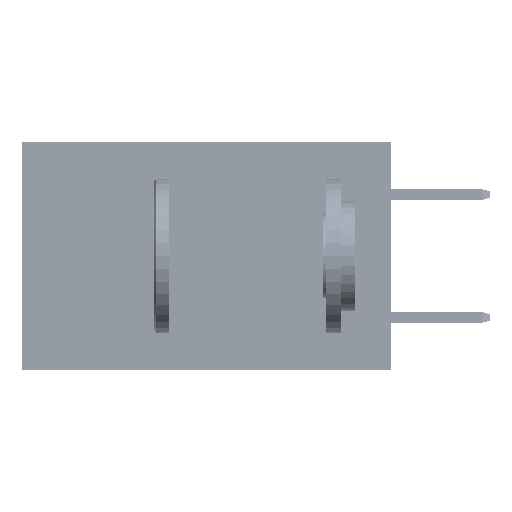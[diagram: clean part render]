
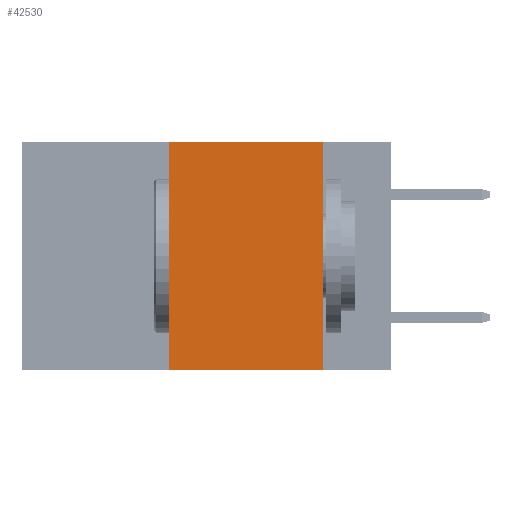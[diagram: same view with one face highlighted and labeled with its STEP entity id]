
A CAD part, left-side view. The second image highlights one B-rep face of the part: STEP entity #42530.
In plain terms, the highlighted planar face has unit normal (-1, 0, 0).
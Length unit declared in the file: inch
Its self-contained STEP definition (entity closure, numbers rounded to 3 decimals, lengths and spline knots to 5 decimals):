
#462 = DIRECTION ( 'NONE',  ( 0., -1., 0. ) ) ;
#2055 = CARTESIAN_POINT ( 'NONE',  ( 0., 0.36, 0. ) ) ;
#2564 = CARTESIAN_POINT ( 'NONE',  ( 0., 0.11, -0.37 ) ) ;
#9264 = EDGE_CURVE ( 'NONE', #49195, #10681, #22334, .T. ) ;
#9929 = CARTESIAN_POINT ( 'NONE',  ( 0., 0.11, 0. ) ) ;
#10681 = VERTEX_POINT ( 'NONE', #2564 ) ;
#10834 = VECTOR ( 'NONE', #38573, 39.37008 ) ;
#11384 = DIRECTION ( 'NONE',  ( 0., -1., 0. ) ) ;
#12492 = LINE ( 'NONE', #24471, #40198 ) ;
#13546 = EDGE_CURVE ( 'NONE', #24498, #31496, #13944, .T. ) ;
#13944 = LINE ( 'NONE', #2055, #10834 ) ;
#15249 = ORIENTED_EDGE ( 'NONE', *, *, #9264, .F. ) ;
#17993 = LINE ( 'NONE', #35449, #22988 ) ;
#22131 = EDGE_CURVE ( 'NONE', #31496, #49195, #12492, .T. ) ;
#22334 = LINE ( 'NONE', #51535, #26721 ) ;
#22988 = VECTOR ( 'NONE', #11384, 39.37008 ) ;
#23141 = CARTESIAN_POINT ( 'NONE',  ( 0., 0.6, 0. ) ) ;
#24471 = CARTESIAN_POINT ( 'NONE',  ( 0., 0.6, 0. ) ) ;
#24498 = VERTEX_POINT ( 'NONE', #51235 ) ;
#25978 = EDGE_CURVE ( 'NONE', #24498, #10681, #17993, .T. ) ;
#26721 = VECTOR ( 'NONE', #30758, 39.37008 ) ;
#29756 = ORIENTED_EDGE ( 'NONE', *, *, #22131, .F. ) ;
#30758 = DIRECTION ( 'NONE',  ( 0., 0., -1. ) ) ;
#31496 = VERTEX_POINT ( 'NONE', #40587 ) ;
#35449 = CARTESIAN_POINT ( 'NONE',  ( 0., 0.6, -0.37 ) ) ;
#38573 = DIRECTION ( 'NONE',  ( 0., 0., 1. ) ) ;
#38934 = EDGE_LOOP ( 'NONE', ( #15249, #29756, #40464, #43871 ) ) ;
#39035 = AXIS2_PLACEMENT_3D ( 'NONE', #23141, #50966, #46929 ) ;
#39694 = PLANE ( 'NONE',  #39035 ) ;
#40198 = VECTOR ( 'NONE', #462, 39.37008 ) ;
#40464 = ORIENTED_EDGE ( 'NONE', *, *, #13546, .F. ) ;
#40587 = CARTESIAN_POINT ( 'NONE',  ( 0., 0.36, 0. ) ) ;
#42530 = ADVANCED_FACE ( 'NONE', ( #47223 ), #39694, .F. ) ;
#43871 = ORIENTED_EDGE ( 'NONE', *, *, #25978, .T. ) ;
#46929 = DIRECTION ( 'NONE',  ( 0., 0., -1. ) ) ;
#47223 = FACE_OUTER_BOUND ( 'NONE', #38934, .T. ) ;
#49195 = VERTEX_POINT ( 'NONE', #9929 ) ;
#50966 = DIRECTION ( 'NONE',  ( 1., 0., 0. ) ) ;
#51235 = CARTESIAN_POINT ( 'NONE',  ( 0., 0.36, -0.37 ) ) ;
#51535 = CARTESIAN_POINT ( 'NONE',  ( 0., 0.11, 0. ) ) ;
